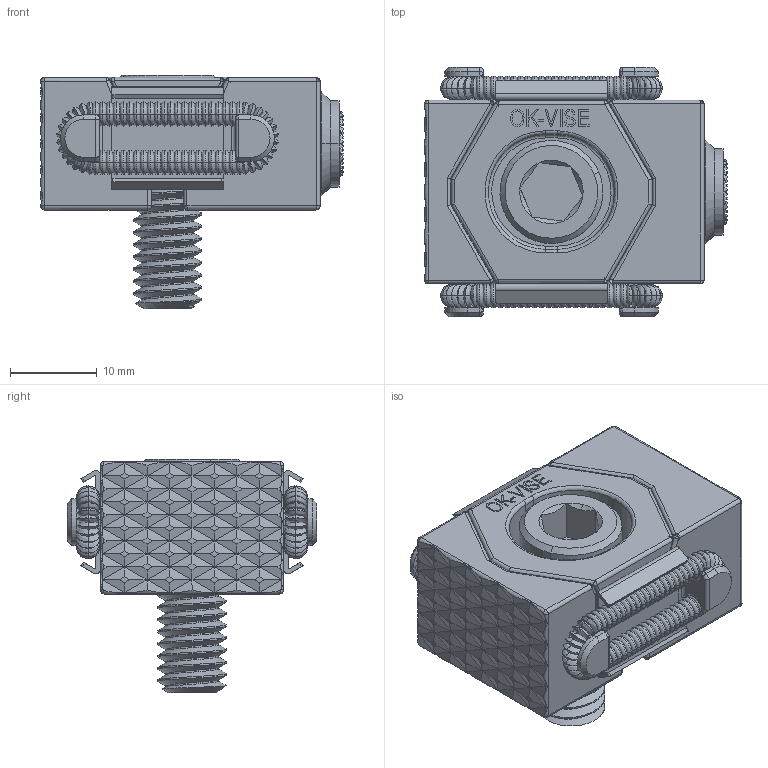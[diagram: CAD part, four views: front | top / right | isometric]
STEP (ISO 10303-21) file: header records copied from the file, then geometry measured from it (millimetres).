
FILE_DESCRIPTION (( 'STEP AP214' ), '1' );
FILE_NAME ('47185.STEP', '2015-10-02T19:35:11', ( 'Mike W' ), ( 'Microsoft' ), 'SwSTEP 2.0', 'SolidWorks 2015', '' );
FILE_SCHEMA (( 'AUTOMOTIVE_DESIGN' ));
Length unit declared in the file: inch
Products named in the file (8): 5161834-SHCS_5161834; 47127_47127; 47125_47125; (47185)_BK2-VT-B_BK2-VT-B_Wedge; (47185)_BK2-VT-B_BK2-VT-B-2_Button; (47185)_BK2-VT-B_BK2-VT-B-1_Block; (47185)_BK2-VT-B_BK2-VT-B-1a_Block; 47185
Assembly tree (9 placements, depth 2):
  47185
    (47185)_BK2-VT-B_BK2-VT-B-1a_Block
    (47185)_BK2-VT-B_BK2-VT-B-1_Block
    (47185)_BK2-VT-B_BK2-VT-B-2_Button
    (47185)_BK2-VT-B_BK2-VT-B_Wedge
    47125_47125  x2
    47127_47127  x2
    5161834-SHCS_5161834
Bounding box: 35 x 28.8 x 26.99 mm (x, y, z)
Volume: 10730.4 mm3; surface area: 9399.8 mm2
Topology: 10 solids, 10 shells, 2453 faces, 5505 edges, 3022 vertices
Faces by surface type: plane 1486, bspline 739, cylinder 207, cone 21
Entity records: 68479 total; most frequent: CARTESIAN_POINT 24046, ORIENTED_EDGE 9246, DIRECTION 7349, EDGE_CURVE 4623, LINE 3069, VECTOR 3069, VERTEX_POINT 2562, AXIS2_PLACEMENT_3D 2140
